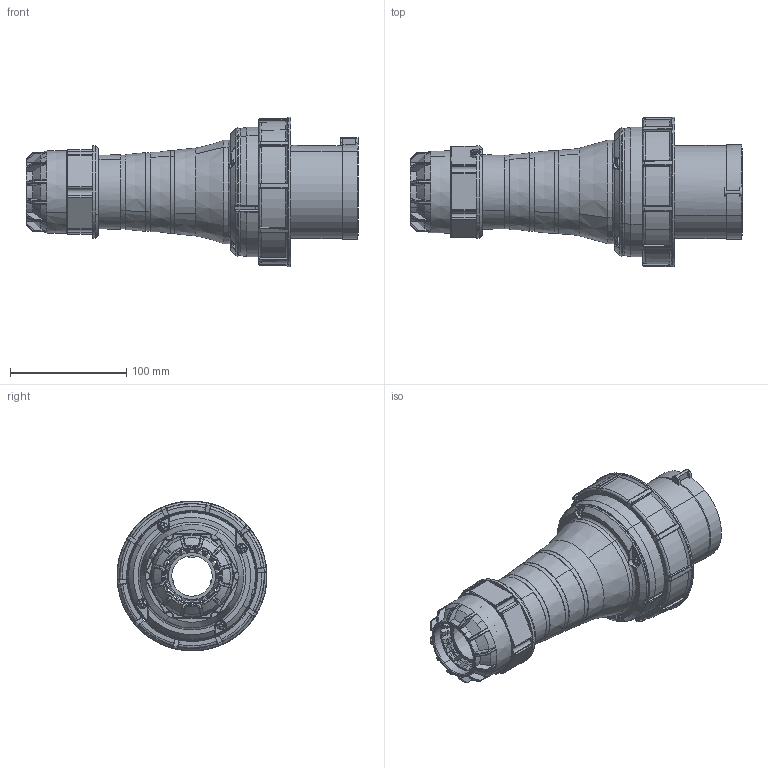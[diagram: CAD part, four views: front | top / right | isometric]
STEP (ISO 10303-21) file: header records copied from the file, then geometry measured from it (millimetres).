
FILE_DESCRIPTION (( 'STEP AP214' ), '1' );
FILE_NAME ('DEP2-0432.STEP', '2025-01-05T08:34:04', ( '' ), ( '' ), 'SwSTEP 2.0', 'SolidWorks 2022', '' );
FILE_SCHEMA (( 'AUTOMOTIVE_DESIGN' ));
Length unit declared in the file: millimetre
Products named in the file (1): DEP2-0432
Bounding box: 285.55 x 128.97 x 128.97 mm (x, y, z)
Surface area: 172196.6 mm2 (no closed solid volume)
Topology: 0 solids, 33 shells, 990 faces, 3124 edges, 2119 vertices
Faces by surface type: bspline 280, cone 250, plane 237, cylinder 212, torus 11
Entity records: 68723 total; most frequent: CARTESIAN_POINT 34092, ORIENTED_EDGE 5337, DIRECTION 3980, EDGE_CURVE 3118, VERTEX_POINT 2119, AXIS2_PLACEMENT_3D 1622, B_SPLINE_CURVE_WITH_KNOTS 1356, EDGE_LOOP 1020
